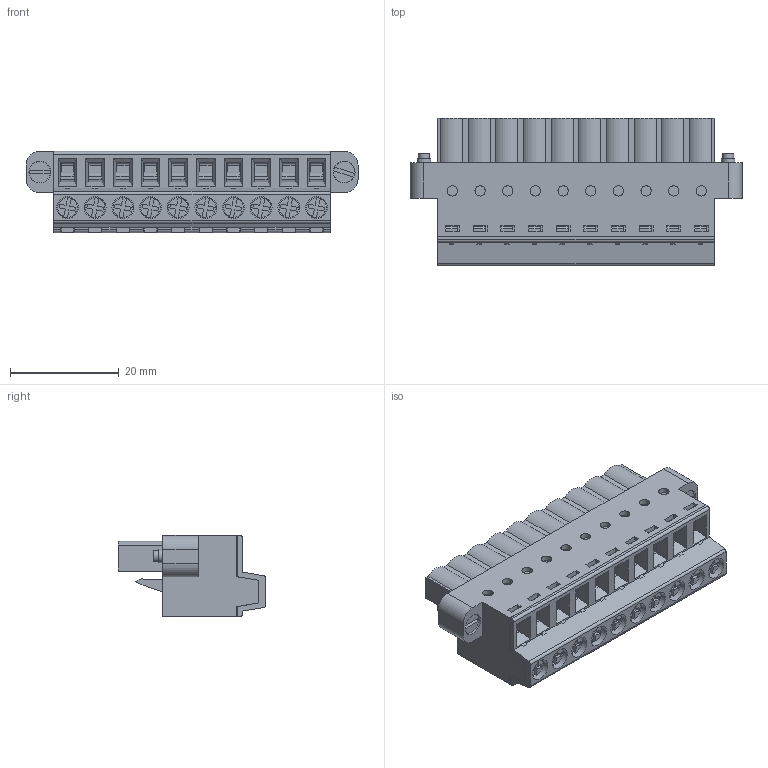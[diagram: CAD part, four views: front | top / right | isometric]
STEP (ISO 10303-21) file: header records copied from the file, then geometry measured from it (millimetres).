
FILE_DESCRIPTION(/* description */ ('Unknown'),/* implementation_level */ '2;1');
FILE_NAME(/* name */ '691374500010B',/* time_stamp */ '2023-01-10T13:42:30+01:00',/* author */ ('Unknown'),/* organization */ ('Unknown'),/* preprocessor_version */ 'ST-DEVELOPER v16.7',/* originating_system */ 'Solid Edge',/* authorisation */ 'Unknown');
FILE_SCHEMA (('AUTOMOTIVE_DESIGN {1 0 10303 214 3 1 1}'));
Length unit declared in the file: millimetre
Products named in the file (8): 6913745000xxB; 691374500010B_COQUE; 691374500010B; 6913745000xxB_CLAPET; 6913745000xxB_MASS; 6913745000xxB_PIN; 6913745000xxB_VIS_2; 6913745000xxB_VIS
Assembly tree (44 placements, depth 2):
  6913745000xxB
    691374500010B_COQUE
    691374500010B
    6913745000xxB_CLAPET  x10
    6913745000xxB_MASS  x10
    6913745000xxB_PIN  x10
    6913745000xxB_VIS_2  x2
    6913745000xxB_VIS  x10
Bounding box: 60.96 x 27.1 x 14.9 mm (x, y, z)
Volume: 9975.8 mm3; surface area: 23743.8 mm2
Topology: 44 solids, 44 shells, 2552 faces, 7027 edges, 4612 vertices
Faces by surface type: plane 1974, cylinder 568, cone 10
Full cylindrical faces by diameter (mm): 1.9 x10, 1.998 x2, 2.003 x10, 2.5 x22, 2.7 x2, 3 x10, 3.1 x10, 3.6 x10, 3.9 x2, 3.99 x10, 4 x2, 4.1 x10
Entity records: 39867 total; most frequent: CARTESIAN_POINT 6934, ORIENTED_EDGE 6794, DIRECTION 6228, EDGE_CURVE 3397, LINE 3106, VECTOR 3106, VERTEX_POINT 2257, AXIS2_PLACEMENT_3D 1561
